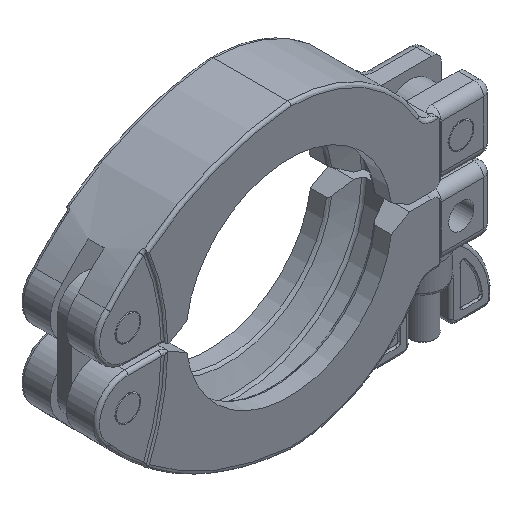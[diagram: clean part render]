
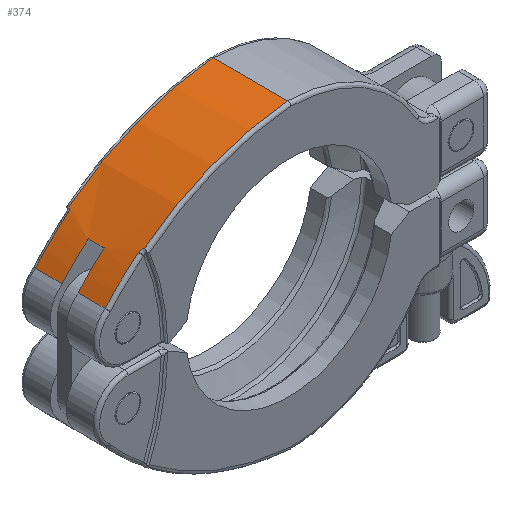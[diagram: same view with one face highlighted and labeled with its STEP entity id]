
A CAD part, isometric view. The second image highlights one B-rep face of the part: STEP entity #374.
In plain terms, the highlighted cylindrical face has radius 85 mm (diameter 170 mm), a partial arc.
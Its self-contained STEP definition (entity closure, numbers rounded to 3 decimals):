
#374=ADVANCED_FACE('',(#1350),#1349,.T.);
#1349=CYLINDRICAL_SURFACE('',#4880,85.);
#1350=FACE_OUTER_BOUND('',#4881,.T.);
#4877=CARTESIAN_POINT('',(7.7,-37.2,987.25));
#4878=DIRECTION('',(0.,0.,1.));
#4879=DIRECTION('',(1.,0.,0.));
#4880=AXIS2_PLACEMENT_3D('',#4877,#4878,#4879);
#4881=EDGE_LOOP('',(#7978,#7979,#7980,#7981,#7982,#7983,#7984,#7985,#7986,#7987,#7988,#7989));
#7978=ORIENTED_EDGE('',*,*,#9480,.F.);
#7979=ORIENTED_EDGE('',*,*,#9476,.F.);
#7980=ORIENTED_EDGE('',*,*,#9354,.F.);
#7981=ORIENTED_EDGE('',*,*,#9484,.T.);
#7982=ORIENTED_EDGE('',*,*,#9310,.T.);
#7983=ORIENTED_EDGE('',*,*,#9438,.T.);
#7984=ORIENTED_EDGE('',*,*,#9485,.T.);
#7985=ORIENTED_EDGE('',*,*,#9339,.T.);
#7986=ORIENTED_EDGE('',*,*,#9313,.T.);
#7987=ORIENTED_EDGE('',*,*,#9361,.T.);
#7988=ORIENTED_EDGE('',*,*,#9451,.F.);
#7989=ORIENTED_EDGE('',*,*,#9363,.T.);
#9310=EDGE_CURVE('',#10437,#10430,#10438,.T.);
#9313=EDGE_CURVE('',#10457,#10458,#10459,.T.);
#9339=EDGE_CURVE('',#10634,#10457,#10635,.T.);
#9354=EDGE_CURVE('',#10615,#10734,#10735,.T.);
#9361=EDGE_CURVE('',#10458,#10774,#10781,.T.);
#9363=EDGE_CURVE('',#10795,#10788,#10796,.T.);
#9438=EDGE_CURVE('',#10430,#11281,#11294,.T.);
#9451=EDGE_CURVE('',#10795,#10774,#11374,.T.);
#9476=EDGE_CURVE('',#10734,#11531,#11532,.T.);
#9480=EDGE_CURVE('',#11531,#10788,#11558,.T.);
#9484=EDGE_CURVE('',#10615,#10437,#11582,.T.);
#9485=EDGE_CURVE('',#11281,#10634,#11588,.T.);
#10430=VERTEX_POINT('',#15834);
#10437=VERTEX_POINT('',#15845);
#10438=(BOUNDED_CURVE() B_SPLINE_CURVE(3,(#15846,#15847,#15848,#15849,#15850,#15851,#15852,#15853),.UNSPECIFIED.,.F.,.F.) B_SPLINE_CURVE_WITH_KNOTS((4,2,2,4),(0.,0.,0.001,0.002),.UNSPECIFIED.) CURVE() GEOMETRIC_REPRESENTATION_ITEM() RATIONAL_B_SPLINE_CURVE((1.,1.,1.,1.,1.,1.,1.,1.)) REPRESENTATION_ITEM('') );
#10457=VERTEX_POINT('',#15865);
#10458=VERTEX_POINT('',#15866);
#10459=(BOUNDED_CURVE() B_SPLINE_CURVE(3,(#15867,#15868,#15869,#15870,#15871,#15872,#15873,#15874),.UNSPECIFIED.,.F.,.F.) B_SPLINE_CURVE_WITH_KNOTS((4,2,2,4),(0.001,0.002,0.002,0.003),.UNSPECIFIED.) CURVE() GEOMETRIC_REPRESENTATION_ITEM() RATIONAL_B_SPLINE_CURVE((1.,1.,1.,1.,1.,1.,1.,1.)) REPRESENTATION_ITEM('') );
#10615=VERTEX_POINT('',#16001);
#10634=VERTEX_POINT('',#16020);
#10635=CIRCLE('',#16024,85.);
#10734=VERTEX_POINT('',#16100);
#10735=LINE('',#16101,#16102);
#10774=VERTEX_POINT('',#16126);
#10781=CIRCLE('',#16140,85.);
#10788=VERTEX_POINT('',#16142);
#10795=VERTEX_POINT('',#16146);
#10796=CIRCLE('',#16150,85.);
#11281=VERTEX_POINT('',#16464);
#11294=CIRCLE('',#16482,85.);
#11374=LINE('',#16535,#16536);
#11531=VERTEX_POINT('',#16630);
#11532=CIRCLE('',#16634,85.);
#11558=LINE('',#16648,#16649);
#11582=CIRCLE('',#16669,85.);
#11588=LINE('',#16670,#16671);
#15834=CARTESIAN_POINT('',(-44.52,29.868,11.75));
#15845=CARTESIAN_POINT('',(-45.704,28.928,11.));
#15846=CARTESIAN_POINT('',(-45.704,28.928,11.));
#15847=CARTESIAN_POINT('',(-45.59,29.021,11.));
#15848=CARTESIAN_POINT('',(-45.477,29.112,11.016));
#15849=CARTESIAN_POINT('',(-45.255,29.289,11.082));
#15850=CARTESIAN_POINT('',(-45.145,29.376,11.131));
#15851=CARTESIAN_POINT('',(-44.838,29.619,11.323));
#15852=CARTESIAN_POINT('',(-44.655,29.762,11.515));
#15853=CARTESIAN_POINT('',(-44.52,29.868,11.75));
#15865=CARTESIAN_POINT('',(-44.686,29.738,-11.75));
#15866=CARTESIAN_POINT('',(-45.87,28.795,-11.));
#15867=CARTESIAN_POINT('',(-44.686,29.738,-11.75));
#15868=CARTESIAN_POINT('',(-44.822,29.632,-11.514));
#15869=CARTESIAN_POINT('',(-45.004,29.488,-11.323));
#15870=CARTESIAN_POINT('',(-45.311,29.244,-11.131));
#15871=CARTESIAN_POINT('',(-45.421,29.157,-11.081));
#15872=CARTESIAN_POINT('',(-45.642,28.979,-11.016));
#15873=CARTESIAN_POINT('',(-45.755,28.888,-11.));
#15874=CARTESIAN_POINT('',(-45.87,28.795,-11.));
#16001=CARTESIAN_POINT('',(-56.216,18.833,11.));
#16020=CARTESIAN_POINT('',(0.53,47.497,-11.75));
#16021=CARTESIAN_POINT('',(7.7,-37.2,-11.75));
#16022=DIRECTION('',(0.,0.,1.));
#16023=DIRECTION('',(-1.,0.,0.));
#16024=AXIS2_PLACEMENT_3D('',#16021,#16022,#16023);
#16100=CARTESIAN_POINT('',(-56.216,18.833,2.5));
#16101=CARTESIAN_POINT('',(-56.216,18.833,11.));
#16102=VECTOR('',#16103,8.5);
#16103=DIRECTION('',(0.,0.,-1.));
#16126=CARTESIAN_POINT('',(-56.216,18.833,-11.));
#16137=CARTESIAN_POINT('',(7.7,-37.2,-11.));
#16138=DIRECTION('',(0.,0.,1.));
#16139=DIRECTION('',(-1.,0.,0.));
#16140=AXIS2_PLACEMENT_3D('',#16137,#16138,#16139);
#16142=CARTESIAN_POINT('',(-48.004,27.004,-2.5));
#16146=CARTESIAN_POINT('',(-56.216,18.833,-2.5));
#16147=CARTESIAN_POINT('',(7.7,-37.2,-2.5));
#16148=DIRECTION('',(0.,0.,-1.));
#16149=DIRECTION('',(-1.,0.,0.));
#16150=AXIS2_PLACEMENT_3D('',#16147,#16148,#16149);
#16464=CARTESIAN_POINT('',(0.53,47.497,11.75));
#16479=CARTESIAN_POINT('',(7.7,-37.2,11.75));
#16480=DIRECTION('',(0.,0.,-1.));
#16481=DIRECTION('',(-1.,0.,0.));
#16482=AXIS2_PLACEMENT_3D('',#16479,#16480,#16481);
#16535=CARTESIAN_POINT('',(-56.216,18.833,-2.5));
#16536=VECTOR('',#16537,8.5);
#16537=DIRECTION('',(0.,0.,-1.));
#16630=CARTESIAN_POINT('',(-48.004,27.004,2.5));
#16631=CARTESIAN_POINT('',(7.7,-37.2,2.5));
#16632=DIRECTION('',(0.,0.,-1.));
#16633=DIRECTION('',(-1.,0.,0.));
#16634=AXIS2_PLACEMENT_3D('',#16631,#16632,#16633);
#16648=CARTESIAN_POINT('',(-48.004,27.004,2.5));
#16649=VECTOR('',#16650,5.);
#16650=DIRECTION('',(0.,0.,-1.));
#16666=CARTESIAN_POINT('',(7.7,-37.2,11.));
#16667=DIRECTION('',(0.,0.,-1.));
#16668=DIRECTION('',(-1.,0.,0.));
#16669=AXIS2_PLACEMENT_3D('',#16666,#16667,#16668);
#16670=CARTESIAN_POINT('',(0.53,47.497,11.75));
#16671=VECTOR('',#16672,23.5);
#16672=DIRECTION('',(0.,0.,-1.));
